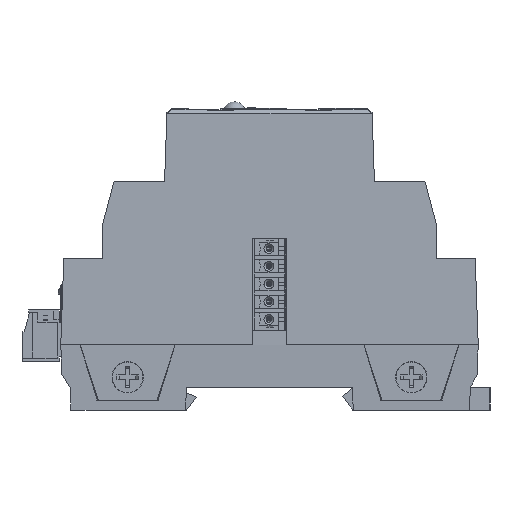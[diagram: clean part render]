
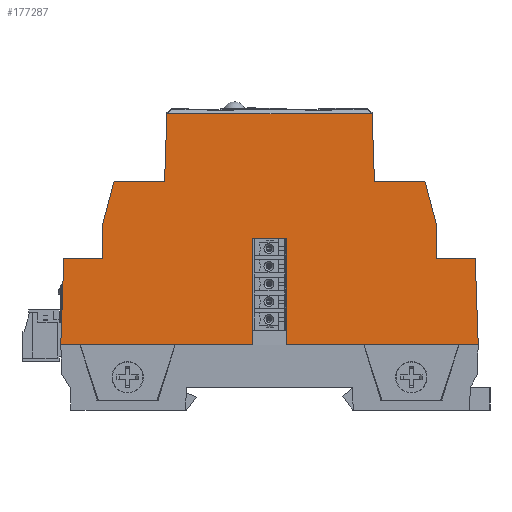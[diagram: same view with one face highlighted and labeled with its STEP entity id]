
A CAD part, left-side view. The second image highlights one B-rep face of the part: STEP entity #177287.
In plain terms, the highlighted planar face has unit normal (-1, 0, 0.018).
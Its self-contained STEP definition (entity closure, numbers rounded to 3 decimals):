
#167190=CARTESIAN_POINT('',(-52.5,44.95,14.1));
#167191=VERTEX_POINT('',#167190);
#167198=CARTESIAN_POINT('',(-52.175,44.3,32.7));
#167199=VERTEX_POINT('',#167198);
#167200=CARTESIAN_POINT('',(-52.5,44.95,14.1));
#167201=DIRECTION('',(0.017,-0.035,0.999));
#167202=VECTOR('',#167201,1.);
#167203=LINE('',#167200,#167202);
#167204=EDGE_CURVE('',#167191,#167199,#167203,.T.);
#171823=CARTESIAN_POINT('',(-51.886,-33.483,49.3));
#171824=VERTEX_POINT('',#171823);
#171825=CARTESIAN_POINT('',(-52.044,-35.891,40.231));
#171826=VERTEX_POINT('',#171825);
#171827=CARTESIAN_POINT('',(-52.156,-37.591,33.827));
#171828=DIRECTION('',(-0.017,-0.257,-0.966));
#171829=VECTOR('',#171828,1.);
#171830=LINE('',#171827,#171829);
#171831=EDGE_CURVE('',#171824,#171826,#171830,.T.);
#172611=CARTESIAN_POINT('',(-52.044,35.891,40.231));
#172612=VERTEX_POINT('',#172611);
#172621=CARTESIAN_POINT('',(-51.886,33.483,49.3));
#172622=VERTEX_POINT('',#172621);
#172623=CARTESIAN_POINT('',(-52.186,38.046,32.116));
#172624=DIRECTION('',(0.017,-0.257,0.966));
#172625=VECTOR('',#172624,1.);
#172626=LINE('',#172623,#172625);
#172627=EDGE_CURVE('',#172612,#172622,#172626,.T.);
#177107=CARTESIAN_POINT('',(-51.632,-22.093,63.822));
#177108=VERTEX_POINT('',#177107);
#177115=CARTESIAN_POINT('',(-51.886,-22.6,49.3));
#177116=VERTEX_POINT('',#177115);
#177117=CARTESIAN_POINT('',(-51.854,-22.536,51.119));
#177118=DIRECTION('',(-0.017,-0.035,-0.999));
#177119=VECTOR('',#177118,1.0);
#177120=LINE('',#177117,#177119);
#177121=EDGE_CURVE('',#177108,#177116,#177120,.T.);
#177140=CARTESIAN_POINT('',(-52.5,-24.25,14.1));
#177141=DIRECTION('',(-1.,0.0,0.017));
#177142=DIRECTION('',(0.0,-1.0,0.0));
#177143=AXIS2_PLACEMENT_3D('',#177140,#177141,#177142);
#177144=PLANE('',#177143);
#177145=CARTESIAN_POINT('',(-52.175,-35.891,32.7));
#177146=VERTEX_POINT('',#177145);
#177147=CARTESIAN_POINT('',(-52.175,-44.3,32.7));
#177148=VERTEX_POINT('',#177147);
#177149=CARTESIAN_POINT('',(-52.175,-24.25,32.7));
#177150=DIRECTION('',(0.0,-1.0,0.0));
#177151=VECTOR('',#177150,1.0);
#177152=LINE('',#177149,#177151);
#177153=EDGE_CURVE('',#177146,#177148,#177152,.T.);
#177154=ORIENTED_EDGE('',*,*,#177153,.F.);
#177155=CARTESIAN_POINT('',(-52.5,-35.891,14.1));
#177156=DIRECTION('',(0.017,0.0,1.));
#177157=VECTOR('',#177156,1.);
#177158=LINE('',#177155,#177157);
#177159=EDGE_CURVE('',#177146,#171826,#177158,.T.);
#177160=ORIENTED_EDGE('',*,*,#177159,.T.);
#177161=ORIENTED_EDGE('',*,*,#171831,.F.);
#177162=CARTESIAN_POINT('',(-51.886,-22.6,49.3));
#177163=VERTEX_POINT('',#177162);
#177164=CARTESIAN_POINT('',(-51.886,-24.25,49.3));
#177165=DIRECTION('',(0.0,-1.0,0.0));
#177166=VECTOR('',#177165,1.0);
#177167=LINE('',#177164,#177166);
#177168=EDGE_CURVE('',#177163,#171824,#177167,.T.);
#177169=ORIENTED_EDGE('',*,*,#177168,.F.);
#177170=CARTESIAN_POINT('',(-51.576,-22.6,67.017));
#177171=DIRECTION('',(-0.017,0.0,-1.));
#177172=VECTOR('',#177171,1.);
#177173=LINE('',#177170,#177172);
#177174=EDGE_CURVE('',#177116,#177163,#177173,.T.);
#177175=ORIENTED_EDGE('',*,*,#177174,.F.);
#177176=ORIENTED_EDGE('',*,*,#177121,.F.);
#177177=CARTESIAN_POINT('',(-51.632,-22.092,63.822));
#177178=VERTEX_POINT('',#177177);
#177179=CARTESIAN_POINT('',(-52.07,-48.058,38.718));
#177180=DIRECTION('',(-0.012,-0.719,-0.695));
#177181=VECTOR('',#177180,1.);
#177182=LINE('',#177179,#177181);
#177183=EDGE_CURVE('',#177108,#177178,#177182,.F.);
#177184=ORIENTED_EDGE('',*,*,#177183,.T.);
#177185=CARTESIAN_POINT('',(-51.632,22.092,63.822));
#177186=VERTEX_POINT('',#177185);
#177187=CARTESIAN_POINT('',(-51.632,-24.25,63.822));
#177188=DIRECTION('',(0.,1.,0.));
#177189=VECTOR('',#177188,1.);
#177190=LINE('',#177187,#177189);
#177191=EDGE_CURVE('',#177178,#177186,#177190,.T.);
#177192=ORIENTED_EDGE('',*,*,#177191,.T.);
#177193=CARTESIAN_POINT('',(-51.632,22.093,63.822));
#177194=VERTEX_POINT('',#177193);
#177195=CARTESIAN_POINT('',(-51.647,22.994,62.95));
#177196=DIRECTION('',(0.012,-0.719,0.695));
#177197=VECTOR('',#177196,1.);
#177198=LINE('',#177195,#177197);
#177199=EDGE_CURVE('',#177186,#177194,#177198,.F.);
#177200=ORIENTED_EDGE('',*,*,#177199,.T.);
#177201=CARTESIAN_POINT('',(-51.886,22.6,49.3));
#177202=VERTEX_POINT('',#177201);
#177203=CARTESIAN_POINT('',(-51.596,22.02,65.904));
#177204=DIRECTION('',(0.017,-0.035,0.999));
#177205=VECTOR('',#177204,1.);
#177206=LINE('',#177203,#177205);
#177207=EDGE_CURVE('',#177202,#177194,#177206,.T.);
#177208=ORIENTED_EDGE('',*,*,#177207,.F.);
#177209=CARTESIAN_POINT('',(-51.886,22.6,49.3));
#177210=VERTEX_POINT('',#177209);
#177211=CARTESIAN_POINT('',(-51.608,22.6,65.184));
#177212=DIRECTION('',(0.017,0.0,1.));
#177213=VECTOR('',#177212,1.);
#177214=LINE('',#177211,#177213);
#177215=EDGE_CURVE('',#177210,#177202,#177214,.T.);
#177216=ORIENTED_EDGE('',*,*,#177215,.F.);
#177217=CARTESIAN_POINT('',(-51.886,-24.25,49.3));
#177218=DIRECTION('',(0.0,-1.0,0.0));
#177219=VECTOR('',#177218,1.0);
#177220=LINE('',#177217,#177219);
#177221=EDGE_CURVE('',#172622,#177210,#177220,.T.);
#177222=ORIENTED_EDGE('',*,*,#177221,.F.);
#177223=ORIENTED_EDGE('',*,*,#172627,.F.);
#177224=CARTESIAN_POINT('',(-52.175,35.891,32.7));
#177225=VERTEX_POINT('',#177224);
#177226=CARTESIAN_POINT('',(-52.5,35.891,14.1));
#177227=DIRECTION('',(0.017,0.0,1.));
#177228=VECTOR('',#177227,1.);
#177229=LINE('',#177226,#177228);
#177230=EDGE_CURVE('',#177225,#172612,#177229,.T.);
#177231=ORIENTED_EDGE('',*,*,#177230,.F.);
#177232=CARTESIAN_POINT('',(-52.175,-24.25,32.7));
#177233=DIRECTION('',(0.0,-1.0,0.0));
#177234=VECTOR('',#177233,1.0);
#177235=LINE('',#177232,#177234);
#177236=EDGE_CURVE('',#167199,#177225,#177235,.T.);
#177237=ORIENTED_EDGE('',*,*,#177236,.F.);
#177238=ORIENTED_EDGE('',*,*,#167204,.F.);
#177239=CARTESIAN_POINT('',(-52.5,3.75,14.1));
#177240=VERTEX_POINT('',#177239);
#177241=CARTESIAN_POINT('',(-52.5,22.052,14.1));
#177242=DIRECTION('',(0.0,1.0,0.0));
#177243=VECTOR('',#177242,1.0);
#177244=LINE('',#177241,#177243);
#177245=EDGE_CURVE('',#177240,#167191,#177244,.T.);
#177246=ORIENTED_EDGE('',*,*,#177245,.F.);
#177247=CARTESIAN_POINT('',(-52.099,3.75,37.1));
#177248=VERTEX_POINT('',#177247);
#177249=CARTESIAN_POINT('',(-52.485,3.75,14.972));
#177250=DIRECTION('',(-0.017,0.0,-1.));
#177251=VECTOR('',#177250,1.);
#177252=LINE('',#177249,#177251);
#177253=EDGE_CURVE('',#177248,#177240,#177252,.T.);
#177254=ORIENTED_EDGE('',*,*,#177253,.F.);
#177255=CARTESIAN_POINT('',(-52.099,-3.75,37.1));
#177256=VERTEX_POINT('',#177255);
#177257=CARTESIAN_POINT('',(-52.099,3.75,37.1));
#177258=DIRECTION('',(0.0,1.0,0.0));
#177259=VECTOR('',#177258,1.0);
#177260=LINE('',#177257,#177259);
#177261=EDGE_CURVE('',#177256,#177248,#177260,.T.);
#177262=ORIENTED_EDGE('',*,*,#177261,.F.);
#177263=CARTESIAN_POINT('',(-52.5,-3.75,14.1));
#177264=VERTEX_POINT('',#177263);
#177265=CARTESIAN_POINT('',(-52.5,-3.75,14.1));
#177266=DIRECTION('',(0.017,0.0,1.));
#177267=VECTOR('',#177266,1.);
#177268=LINE('',#177265,#177267);
#177269=EDGE_CURVE('',#177264,#177256,#177268,.T.);
#177270=ORIENTED_EDGE('',*,*,#177269,.F.);
#177271=CARTESIAN_POINT('',(-52.5,-44.95,14.1));
#177272=VERTEX_POINT('',#177271);
#177273=CARTESIAN_POINT('',(-52.5,22.052,14.1));
#177274=DIRECTION('',(0.0,1.0,0.0));
#177275=VECTOR('',#177274,1.0);
#177276=LINE('',#177273,#177275);
#177277=EDGE_CURVE('',#177272,#177264,#177276,.T.);
#177278=ORIENTED_EDGE('',*,*,#177277,.F.);
#177279=CARTESIAN_POINT('',(-52.468,-44.886,15.93));
#177280=DIRECTION('',(-0.017,-0.035,-0.999));
#177281=VECTOR('',#177280,1.0);
#177282=LINE('',#177279,#177281);
#177283=EDGE_CURVE('',#177148,#177272,#177282,.T.);
#177284=ORIENTED_EDGE('',*,*,#177283,.F.);
#177285=EDGE_LOOP('',(#177154,#177160,#177161,#177169,#177175,#177176,#177184,#177192,#177200,#177208,#177216,#177222,#177223,#177231,#177237,#177238,#177246,#177254,#177262,#177270,#177278,#177284));
#177286=FACE_OUTER_BOUND('',#177285,.T.);
#177287=ADVANCED_FACE('',(#177286),#177144,.T.);
